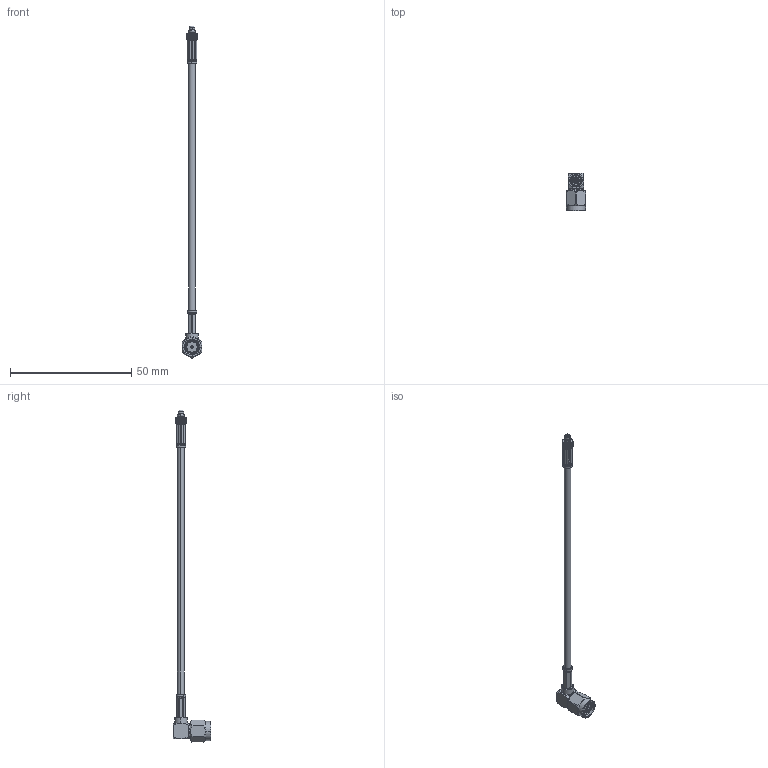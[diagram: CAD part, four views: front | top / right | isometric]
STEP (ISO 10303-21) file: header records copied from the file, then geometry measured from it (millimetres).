
FILE_DESCRIPTION (( 'STEP AP203' ), '1' );
FILE_NAME ('PE3C1997LF.step', '2020-09-09T16:33:47', ( '' ), ( '' ), 'SwSTEP 2.0', 'SolidWorks 2018', '' );
FILE_SCHEMA (( 'CONFIG_CONTROL_DESIGN' ));
Products named in the file (4): PE4009^PE3C1997LF_CRIMPED; LMR-100A-PVC^PE3C1997LF_LMR-100A; PE4896^PE3C1997LF_Crimped; PE3C1997LF
Assembly tree (3 placements, depth 2):
  PE3C1997LF
    LMR-100A-PVC^PE3C1997LF_LMR-100A
    PE4896^PE3C1997LF_Crimped
    PE4009^PE3C1997LF_CRIMPED
Bounding box: 8 x 15.5 x 136.73 mm (x, y, z)
Volume: 1458 mm3; surface area: 2594.2 mm2
Topology: 8 solids, 8 shells, 2954 faces, 6611 edges, 3693 vertices
Faces by surface type: bspline 2027, cylinder 649, plane 190, cone 82, torus 6
Entity records: 108284 total; most frequent: CARTESIAN_POINT 65053, ORIENTED_EDGE 13222, EDGE_CURVE 6611, VERTEX_POINT 3693, DIRECTION 3489, EDGE_LOOP 2980, FACE_OUTER_BOUND 2954, ADVANCED_FACE 2954
